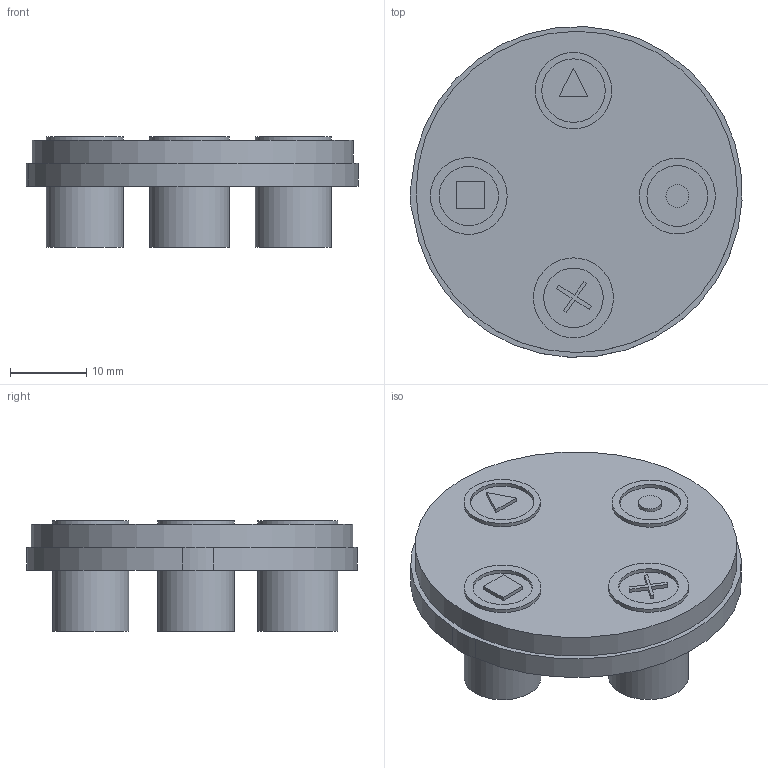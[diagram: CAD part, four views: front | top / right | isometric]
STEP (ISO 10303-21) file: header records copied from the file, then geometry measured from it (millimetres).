
FILE_DESCRIPTION(/* description */ ('STEP AP242','CAx-IF Rec.Pracs.---Representation and Presentation of Product Manufacturing Information (PMI)---4.0---2014-10-13','CAx-IF Rec.Pracs.---3D Tessellated Geometry---0.4---2014-09-14','2;1'),/* implementation_level */ '2;1');
FILE_NAME(/* name */ '6885d5089e7e2961ace2f9ba',/* time_stamp */ '2025-07-27T07:28:09Z',/* author */ (''),/* organization */ (''),/* preprocessor_version */ 'ST-DEVELOPER v20',/* originating_system */ 'ONSHAPE BY PTC INC, 1.201',/* authorisation */ ' ');
FILE_SCHEMA (('AP242_MANAGED_MODEL_BASED_3D_ENGINEERING_MIM_LF { 1 0 10303 442 1 1 4 }'));
Length unit declared in the file: metre
Products named in the file (1): Part 124
Bounding box: 43.48 x 43.29 x 14.5 mm (x, y, z)
Volume: 10493 mm3; surface area: 5301.2 mm2
Topology: 1 solids, 1 shells, 62 faces, 117 edges, 78 vertices
Faces by surface type: plane 42, cylinder 20
Full cylindrical faces by diameter (mm): 2.999 x1, 7.772 x2, 7.797 x2, 7.957 x2, 8.319 x2, 9.946 x2, 10.001 x2, 10.066 x2, 10.479 x2, 42.078 x1
Entity records: 1493 total; most frequent: DIRECTION 265, CARTESIAN_POINT 240, ORIENTED_EDGE 198, AXIS2_PLACEMENT_3D 103, EDGE_LOOP 101, FACE_BOUND 101, EDGE_CURVE 99, VERTEX_POINT 78
